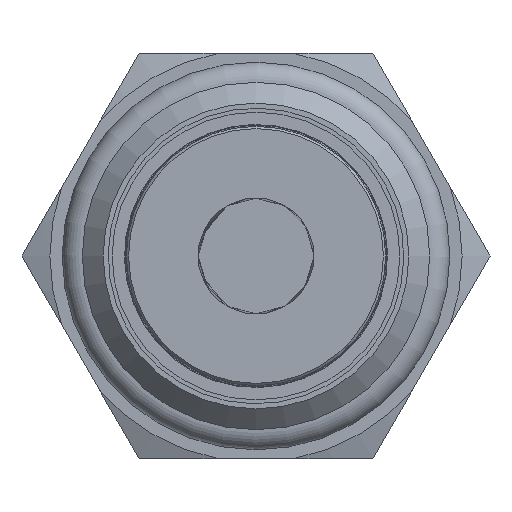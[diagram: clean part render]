
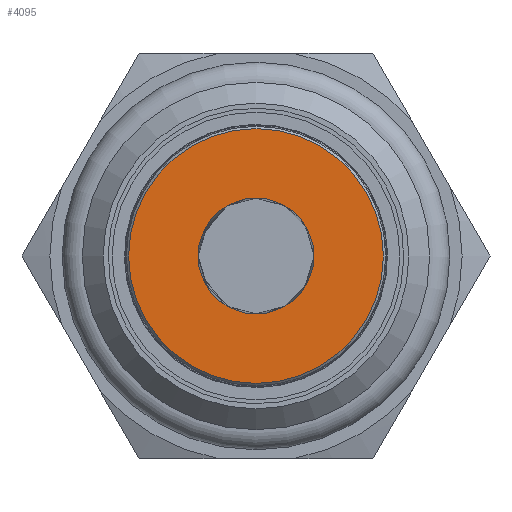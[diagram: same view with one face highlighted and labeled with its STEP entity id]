
A CAD part, left-side view. The second image highlights one B-rep face of the part: STEP entity #4095.
In plain terms, the highlighted planar face has unit normal (-1, 0, 0).
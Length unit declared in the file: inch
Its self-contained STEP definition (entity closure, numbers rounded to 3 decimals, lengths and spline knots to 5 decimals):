
#2955=CARTESIAN_POINT('',(-2.15,-0.125,0.));
#2956=VERTEX_POINT('',#2955);
#2957=CARTESIAN_POINT('',(-2.15,0.,0.));
#2958=DIRECTION('',(1.0,0.0,0.0));
#2959=DIRECTION('',(0.0,1.0,0.0));
#2960=AXIS2_PLACEMENT_3D('',#2957,#2958,#2959);
#2961=CIRCLE('',#2960,0.125);
#2962=EDGE_CURVE('',#2956,#2956,#2961,.T.);
#4052=CARTESIAN_POINT('',(-2.15,0.,0.275));
#4053=VERTEX_POINT('',#4052);
#4054=CARTESIAN_POINT('',(-2.15,0.,0.));
#4055=DIRECTION('',(1.0,0.0,0.0));
#4056=DIRECTION('',(0.0,0.0,-1.0));
#4057=AXIS2_PLACEMENT_3D('',#4054,#4055,#4056);
#4058=CIRCLE('',#4057,0.275);
#4059=EDGE_CURVE('',#4053,#4053,#4058,.T.);
#4084=CARTESIAN_POINT('',(-2.15,0.,0.));
#4085=DIRECTION('',(1.0,0.0,0.0));
#4086=DIRECTION('',(0.0,0.0,-1.0));
#4087=AXIS2_PLACEMENT_3D('',#4084,#4085,#4086);
#4088=PLANE('',#4087);
#4089=ORIENTED_EDGE('',*,*,#4059,.F.);
#4090=EDGE_LOOP('',(#4089));
#4091=FACE_OUTER_BOUND('',#4090,.T.);
#4092=ORIENTED_EDGE('',*,*,#2962,.T.);
#4093=EDGE_LOOP('',(#4092));
#4094=FACE_BOUND('',#4093,.T.);
#4095=ADVANCED_FACE('',(#4091,#4094),#4088,.F.);
